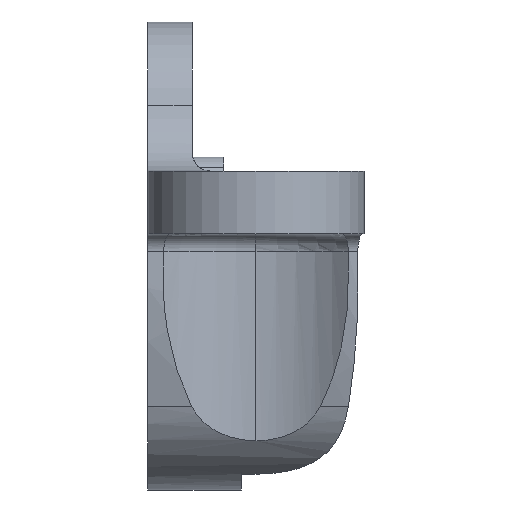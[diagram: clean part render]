
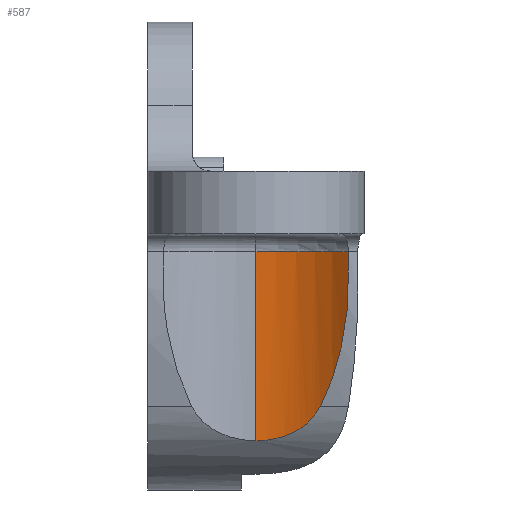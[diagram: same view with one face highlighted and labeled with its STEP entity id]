
A CAD part, left-side view. The second image highlights one B-rep face of the part: STEP entity #587.
In plain terms, the highlighted cylindrical face has radius 15.384 mm (diameter 30.769 mm), a partial arc.
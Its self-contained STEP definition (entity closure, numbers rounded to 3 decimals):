
#53 = CARTESIAN_POINT ( 'NONE',  ( 17.909, -7.204, -19.341 ) ) ;
#63 = CARTESIAN_POINT ( 'NONE',  ( 15.716, -10.33, -2.026 ) ) ;
#72 = CARTESIAN_POINT ( 'NONE',  ( 19.7, 0., -23. ) ) ;
#85 = CYLINDRICAL_SURFACE ( 'NONE', #2327, 15.385 ) ;
#118 = EDGE_CURVE ( 'NONE', #2311, #258, #544, .T. ) ;
#123 = FACE_OUTER_BOUND ( 'NONE', #862, .T. ) ;
#138 = CARTESIAN_POINT ( 'NONE',  ( 18.086, -6.871, -19.98 ) ) ;
#179 = CARTESIAN_POINT ( 'NONE',  ( 18.719, -5.415, -21.499 ) ) ;
#229 = CARTESIAN_POINT ( 'NONE',  ( 17.73, -7.543, -18.69 ) ) ;
#254 = CARTESIAN_POINT ( 'NONE',  ( 17.051, -8.635, -15.99 ) ) ;
#258 = VERTEX_POINT ( 'NONE', #2399 ) ;
#313 = DIRECTION ( 'NONE',  ( 0., 0., 1. ) ) ;
#316 = CARTESIAN_POINT ( 'NONE',  ( 4.315, 0., -23. ) ) ;
#374 = CARTESIAN_POINT ( 'NONE',  ( 19.201, -3.9, -22.401 ) ) ;
#421 = CARTESIAN_POINT ( 'NONE',  ( 16.741, -9.076, -14.597 ) ) ;
#433 = CARTESIAN_POINT ( 'NONE',  ( 15.672, -10.379, -6.158 ) ) ;
#463 = DIRECTION ( 'NONE',  ( 1., 0., 0. ) ) ;
#544 = B_SPLINE_CURVE_WITH_KNOTS ( 'NONE', 3,
 ( #63, #1218, #1377, #999, #2146, #2158, #433, #963, #1938, #791, #633, #1389, #1965, #2171, #421, #254, #1769, #818, #229, #53 ),
 .UNSPECIFIED., .F., .F.,
 ( 4, 2, 2, 2, 2, 2, 2, 2, 2, 4 ),
 ( -0.006, -0.004, -0.003, -0.002, 0.001, 0.003, 0.005, 0.007, 0.01, 0.012 ),
 .UNSPECIFIED. ) ;
#545 = CARTESIAN_POINT ( 'NONE',  ( 19.7, 0., -23.183 ) ) ;
#546 = EDGE_CURVE ( 'NONE', #2311, #778, #959, .T. ) ;
#587 = ADVANCED_FACE ( 'NONE', ( #123 ), #85, .F. ) ;
#615 = EDGE_CURVE ( 'NONE', #2458, #1391, #1071, .T. ) ;
#633 = CARTESIAN_POINT ( 'NONE',  ( 15.986, -10.026, -10.261 ) ) ;
#703 = CARTESIAN_POINT ( 'NONE',  ( 19.02, -4.535, -22.082 ) ) ;
#725 = ORIENTED_EDGE ( 'NONE', *, *, #546, .T. ) ;
#778 = VERTEX_POINT ( 'NONE', #1863 ) ;
#791 = CARTESIAN_POINT ( 'NONE',  ( 15.894, -10.13, -9.523 ) ) ;
#800 = ORIENTED_EDGE ( 'NONE', *, *, #615, .F. ) ;
#818 = CARTESIAN_POINT ( 'NONE',  ( 17.554, -7.844, -18.026 ) ) ;
#862 = EDGE_LOOP ( 'NONE', ( #800, #2009, #1103, #725, #1159 ) ) ;
#942 = CARTESIAN_POINT ( 'NONE',  ( 18.293, -6.451, -20.54 ) ) ;
#959 = B_SPLINE_CURVE_WITH_KNOTS ( 'NONE', 3,
 ( #1922, #1740, #1362, #1766 ),
 .UNSPECIFIED., .F., .F.,
 ( 4, 4 ),
 ( 0., 0. ),
 .UNSPECIFIED. ) ;
#963 = CARTESIAN_POINT ( 'NONE',  ( 15.704, -10.344, -7.282 ) ) ;
#999 = CARTESIAN_POINT ( 'NONE',  ( 15.682, -10.368, -4.655 ) ) ;
#1071 = LINE ( 'NONE', #72, #2219 ) ;
#1103 = ORIENTED_EDGE ( 'NONE', *, *, #118, .F. ) ;
#1128 = CARTESIAN_POINT ( 'NONE',  ( 19.634, -1.467, -23.087 ) ) ;
#1159 = ORIENTED_EDGE ( 'NONE', *, *, #1252, .T. ) ;
#1218 = CARTESIAN_POINT ( 'NONE',  ( 15.706, -10.341, -2.777 ) ) ;
#1252 = EDGE_CURVE ( 'NONE', #778, #1391, #1563, .T. ) ;
#1276 = DIRECTION ( 'NONE',  ( 1., 0., 0. ) ) ;
#1302 = CARTESIAN_POINT ( 'NONE',  ( 19.285, -3.566, -22.541 ) ) ;
#1355 = B_SPLINE_CURVE_WITH_KNOTS ( 'NONE', 3,
 ( #1672, #138, #942, #2420, #179, #1664, #703, #374, #1302, #1872, #1472, #2430, #1128, #1896, #2238, #1864 ),
 .UNSPECIFIED., .F., .F.,
 ( 4, 2, 2, 2, 2, 2, 2, 4 ),
 ( 0., 0.002, 0.003, 0.004, 0.005, 0.007, 0.008, 0.009 ),
 .UNSPECIFIED. ) ;
#1362 = CARTESIAN_POINT ( 'NONE',  ( 15.716, -10.33, -2.009 ) ) ;
#1377 = CARTESIAN_POINT ( 'NONE',  ( 15.696, -10.352, -3.529 ) ) ;
#1389 = CARTESIAN_POINT ( 'NONE',  ( 16.2, -9.77, -11.728 ) ) ;
#1391 = VERTEX_POINT ( 'NONE', #2339 ) ;
#1472 = CARTESIAN_POINT ( 'NONE',  ( 19.494, -2.536, -22.874 ) ) ;
#1563 = CIRCLE ( 'NONE', #1603, 15.385 ) ;
#1603 = AXIS2_PLACEMENT_3D ( 'NONE', #2291, #313, #1276 ) ;
#1664 = CARTESIAN_POINT ( 'NONE',  ( 18.923, -4.838, -21.903 ) ) ;
#1672 = CARTESIAN_POINT ( 'NONE',  ( 17.909, -7.204, -19.341 ) ) ;
#1740 = CARTESIAN_POINT ( 'NONE',  ( 15.716, -10.33, -2.017 ) ) ;
#1766 = CARTESIAN_POINT ( 'NONE',  ( 15.716, -10.33, -2. ) ) ;
#1769 = CARTESIAN_POINT ( 'NONE',  ( 17.214, -8.391, -16.676 ) ) ;
#1863 = CARTESIAN_POINT ( 'NONE',  ( 15.716, -10.33, -2. ) ) ;
#1864 = CARTESIAN_POINT ( 'NONE',  ( 19.7, 0., -23.183 ) ) ;
#1872 = CARTESIAN_POINT ( 'NONE',  ( 19.431, -2.884, -22.778 ) ) ;
#1896 = CARTESIAN_POINT ( 'NONE',  ( 19.687, -0.733, -23.164 ) ) ;
#1922 = CARTESIAN_POINT ( 'NONE',  ( 15.716, -10.33, -2.026 ) ) ;
#1938 = CARTESIAN_POINT ( 'NONE',  ( 15.753, -10.289, -8.033 ) ) ;
#1965 = CARTESIAN_POINT ( 'NONE',  ( 16.324, -9.619, -12.456 ) ) ;
#2009 = ORIENTED_EDGE ( 'NONE', *, *, #2029, .F. ) ;
#2013 = DIRECTION ( 'NONE',  ( 0., 0., 1. ) ) ;
#2029 = EDGE_CURVE ( 'NONE', #258, #2458, #1355, .T. ) ;
#2146 = CARTESIAN_POINT ( 'NONE',  ( 15.676, -10.374, -5.031 ) ) ;
#2158 = CARTESIAN_POINT ( 'NONE',  ( 15.668, -10.383, -5.782 ) ) ;
#2171 = CARTESIAN_POINT ( 'NONE',  ( 16.594, -9.272, -13.89 ) ) ;
#2202 = CARTESIAN_POINT ( 'NONE',  ( 15.716, -10.33, -2.026 ) ) ;
#2219 = VECTOR ( 'NONE', #2013, 1000. ) ;
#2238 = CARTESIAN_POINT ( 'NONE',  ( 19.7, -0.366, -23.183 ) ) ;
#2291 = CARTESIAN_POINT ( 'NONE',  ( 4.315, 0., -2. ) ) ;
#2311 = VERTEX_POINT ( 'NONE', #2202 ) ;
#2327 = AXIS2_PLACEMENT_3D ( 'NONE', #316, #2369, #463 ) ;
#2339 = CARTESIAN_POINT ( 'NONE',  ( 19.7, 0., -2. ) ) ;
#2369 = DIRECTION ( 'NONE',  ( 0., 0., 1. ) ) ;
#2399 = CARTESIAN_POINT ( 'NONE',  ( 17.909, -7.204, -19.341 ) ) ;
#2420 = CARTESIAN_POINT ( 'NONE',  ( 18.611, -5.691, -21.273 ) ) ;
#2430 = CARTESIAN_POINT ( 'NONE',  ( 19.595, -1.828, -23.029 ) ) ;
#2458 = VERTEX_POINT ( 'NONE', #545 ) ;
